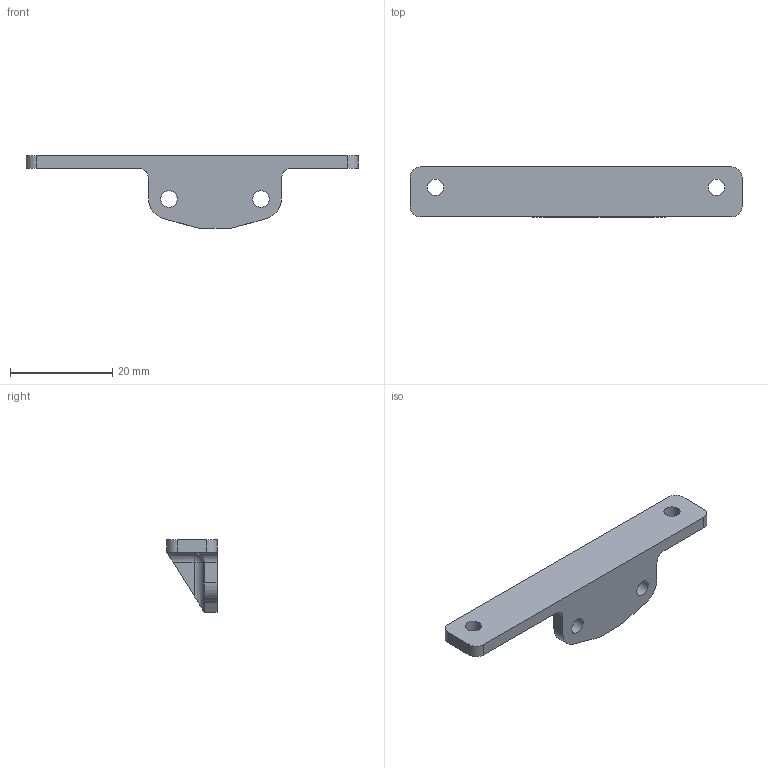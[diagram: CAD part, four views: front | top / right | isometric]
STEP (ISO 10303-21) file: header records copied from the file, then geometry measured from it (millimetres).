
FILE_DESCRIPTION(/* description */ (''),/* implementation_level */ '2;1');
FILE_NAME(/* name */ 'SK-Go BLTouch mount.step',/* time_stamp */ '2021-09-20T08:04:15+08:00',/* author */ (''),/* organization */ (''),/* preprocessor_version */ 'ST-DEVELOPER v18.1',/* originating_system */ 'Autodesk Translation Framework v10.10.0.1391',/* authorisation */ '');
FILE_SCHEMA (('AUTOMOTIVE_DESIGN { 1 0 10303 214 3 1 1 }'));
Length unit declared in the file: millimetre
Products named in the file (1): SK-Go BLTouch mount
Bounding box: 65 x 9.8 x 14.27 mm (x, y, z)
Volume: 2374.6 mm3; surface area: 2281.3 mm2
Topology: 1 solids, 1 shells, 37 faces, 95 edges, 60 vertices
Faces by surface type: cylinder 18, plane 17, sphere 2
Full cylindrical faces by diameter (mm): 3.2 x4
Entity records: 1174 total; most frequent: DIRECTION 207, CARTESIAN_POINT 193, ORIENTED_EDGE 190, EDGE_CURVE 95, AXIS2_PLACEMENT_3D 74, VERTEX_POINT 60, LINE 59, VECTOR 59
